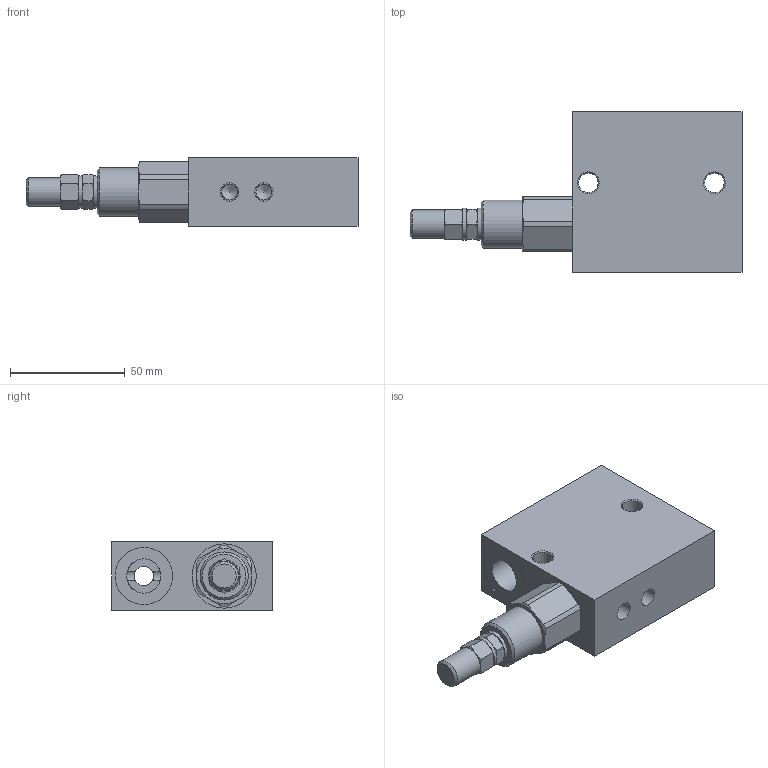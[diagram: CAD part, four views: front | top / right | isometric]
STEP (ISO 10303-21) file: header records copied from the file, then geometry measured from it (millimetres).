
FILE_DESCRIPTION(/* description */ (''),/* implementation_level */ '2;1');
FILE_NAME(/* name */ 'V0640.stp',/* time_stamp */ '2026-04-14T08:27:33+02:00',/* author */ ('muc'),/* organization */ (''),/* preprocessor_version */ 'ST-DEVELOPER v20',/* originating_system */ 'Autodesk Inventor 2022',/* authorisation */ '');
FILE_SCHEMA (('CONFIG_CONTROL_DESIGN'));
Length unit declared in the file: millimetre
Products named in the file (6): V0640; CC00875; CP00900; DADO M8x1_alt5mm; CP00615; RONDELLA RAME 14x8x1.5
Assembly tree (6 placements, depth 2):
  V0640
    CC00875
    CP00900
    DADO M8x1_alt5mm
    CP00615
    RONDELLA RAME 14x8x1.5  x2
Bounding box: 144.7 x 70 x 30 mm (x, y, z)
Volume: 141295.7 mm3; surface area: 35502.2 mm2
Topology: 6 solids, 6 shells, 117 faces, 280 edges, 180 vertices
Faces by surface type: plane 46, cylinder 37, cone 34
Full cylindrical faces by diameter (mm): 6.647 x3, 7 x6, 8 x5, 8.5 x4, 12.5 x1, 14 x3, 14.95 x2, 15 x1, 20.376 x1, 21 x1, 21.945 x1, 25 x2, 28 x1
Entity records: 3820 total; most frequent: CARTESIAN_POINT 971, DIRECTION 556, ORIENTED_EDGE 540, EDGE_CURVE 270, AXIS2_PLACEMENT_3D 231, VERTEX_POINT 176, EDGE_LOOP 142, FACE_OUTER_BOUND 113
